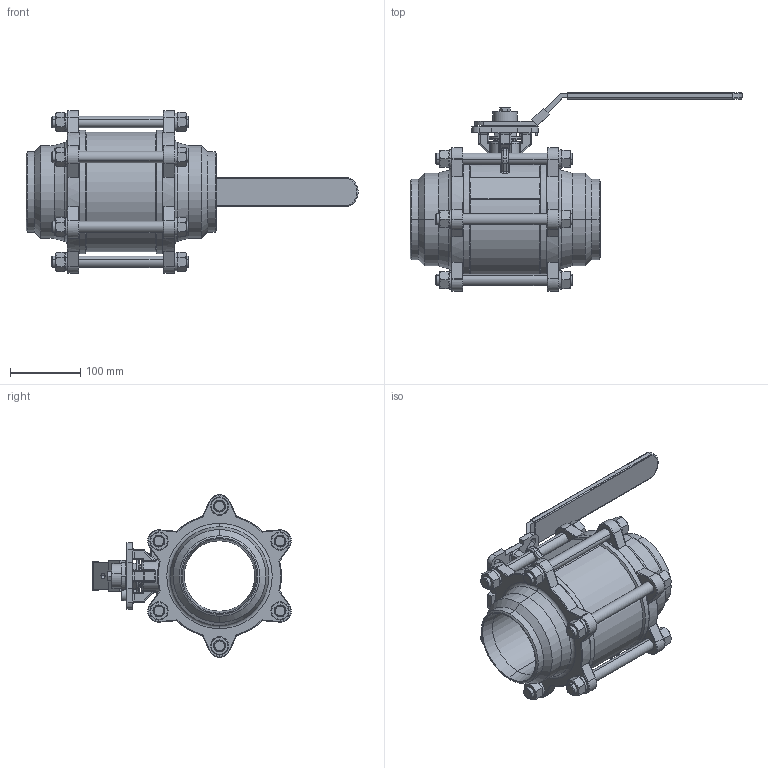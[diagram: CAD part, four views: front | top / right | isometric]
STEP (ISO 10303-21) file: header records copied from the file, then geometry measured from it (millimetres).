
FILE_DESCRIPTION (( 'STEP AP214' ), '1' );
FILE_NAME ('3700-40BW.STEP', '2017-06-21T08:57:18', ( 'rd3' ), ( '' ), 'SwSTEP 2.0', 'SolidWorks 2014', '' );
FILE_SCHEMA (( 'AUTOMOTIVE_DESIGN' ));
Length unit declared in the file: millimetre
Products named in the file (25): E5MM-M16; E5RS-S58; E3SD-M16195; 3T10-24; 3T08-24G; E4A-117VTN; 305707-30; 3T05-30; 15D404-40; 305303-40; Handle Cover; 305036-40; E5MM-M版次13_E5MM-M22104001; 305606-40GRT; 3T17-24; 305BR4-40_305BR4-40; 3T44-24; 3071R1-40_加工圖; E3HX-M08012104; 307013-24; 3700-40BW; 30710A-24; E5MM-M版次13_E5MM-M08104001; 307130-30; 2T29-24
Assembly tree (58 placements, depth 2):
  3700-40BW
    3071R1-40_加工圖
    305BR4-40_305BR4-40  x2
    305606-40GRT  x2
    305036-40  x2
    305303-40  x2
    15D404-40
    3T05-30
    305707-30
    E4A-117VTN  x2
    3T08-24G
    3T10-24  x2
    E3SD-M16195  x6
    E5RS-S58  x12
    E5MM-M16  x12
    2T29-24
    307130-30
    E5MM-M版次13_E5MM-M08104001
    30710A-24
    307013-24
    E3HX-M08012104
    3T44-24
    3T17-24  x2
    E5MM-M版次13_E5MM-M22104001
    Handle Cover
Bounding box: 471.41 x 281.97 x 230.5 mm (x, y, z)
Volume: 3313881.8 mm3; surface area: 763598.7 mm2
Topology: 58 solids, 58 shells, 1401 faces, 3199 edges, 1917 vertices
Faces by surface type: cylinder 477, plane 417, cone 351, torus 92, bspline 38, sphere 26
Entity records: 27877 total; most frequent: CARTESIAN_POINT 7722, DIRECTION 4152, ORIENTED_EDGE 3826, EDGE_CURVE 1913, AXIS2_PLACEMENT_3D 1647, VERTEX_POINT 1163, EDGE_LOOP 902, LINE 858
